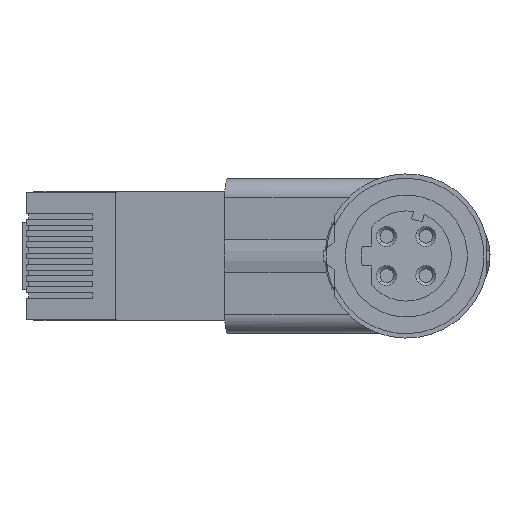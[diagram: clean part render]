
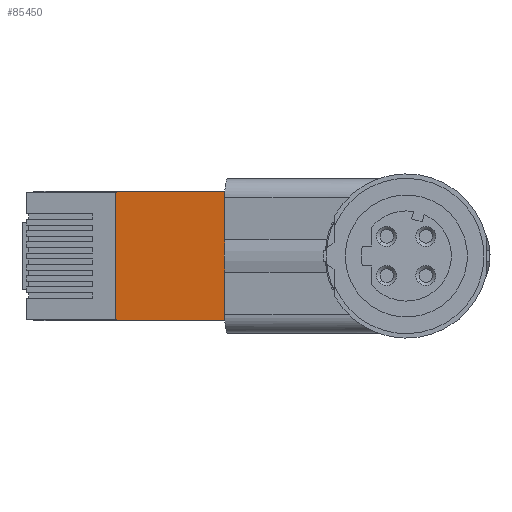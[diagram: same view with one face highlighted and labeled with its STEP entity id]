
A CAD part, left-side view. The second image highlights one B-rep face of the part: STEP entity #85450.
In plain terms, the highlighted planar face has unit normal (-0.99, 0.139, 0).
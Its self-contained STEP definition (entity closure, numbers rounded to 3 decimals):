
#63570=CARTESIAN_POINT('',(123.025,16.,
5.84));
#63580=VERTEX_POINT('',#63570);
#63750=CARTESIAN_POINT('',(123.025,16.,
-5.84));
#63760=VERTEX_POINT('',#63750);
#63790=CARTESIAN_POINT('',(123.025,16.,
6.44));
#63800=DIRECTION('',(0.,0.,-1.));
#63810=VECTOR('',#63800,1.);
#63820=LINE('',#63790,#63810);
#63830=EDGE_CURVE('',#63580,#63760,#63820,.T.);
#68650=CARTESIAN_POINT('',(124.456,26.183,
-5.74));
#68660=VERTEX_POINT('',#68650);
#69200=CARTESIAN_POINT('',(124.456,26.183,
5.74));
#69210=VERTEX_POINT('',#69200);
#69240=CARTESIAN_POINT('',(124.456,26.183,
5.85));
#69250=DIRECTION('',(0.,0.,
-1.));
#69260=VECTOR('',#69250,1.);
#69270=LINE('',#69240,#69260);
#69280=EDGE_CURVE('',#69210,#68660,#69270,.T.);
#83890=CARTESIAN_POINT('',(124.456,26.183,
-5.84));
#83900=VERTEX_POINT('',#83890);
#83930=CARTESIAN_POINT('',(101.332,-138.35,
-5.84));
#83940=DIRECTION('',(0.139,0.99,
0.));
#83950=VECTOR('',#83940,1.);
#83960=LINE('',#83930,#83950);
#83970=EDGE_CURVE('',#63760,#83900,#83960,.T.);
#84630=CARTESIAN_POINT('',(124.456,26.183,
5.85));
#84640=DIRECTION('',(0.,0.,
1.));
#84650=VECTOR('',#84640,1.);
#84660=LINE('',#84630,#84650);
#84670=EDGE_CURVE('',#83900,#68660,#84660,.T.);
#84880=CARTESIAN_POINT('',(101.332,-138.35,
5.84));
#84890=DIRECTION('',(-0.139,-0.99,
0.));
#84900=VECTOR('',#84890,1.);
#84910=LINE('',#84880,#84900);
#84920=CARTESIAN_POINT('',(124.456,26.183,
5.84));
#84930=VERTEX_POINT('',#84920);
#84940=EDGE_CURVE('',#84930,#63580,#84910,.T.);
#85310=CARTESIAN_POINT('',(124.373,25.592,
5.85));
#85320=DIRECTION('',(0.99,-0.139,
0.));
#85330=DIRECTION('',(-0.139,-0.99,
0.));
#85340=AXIS2_PLACEMENT_3D('',#85310,#85320,#85330);
#85350=PLANE('',#85340);
#85360=ORIENTED_EDGE('',*,*,#84940,.F.);
#85370=ORIENTED_EDGE('',*,*,#63830,.F.);
#85380=ORIENTED_EDGE('',*,*,#83970,.F.);
#85390=ORIENTED_EDGE('',*,*,#84670,.F.);
#85400=ORIENTED_EDGE('',*,*,#69280,.T.);
#85410=EDGE_CURVE('',#69210,#84930,#84660,.T.);
#85420=ORIENTED_EDGE('',*,*,#85410,.F.);
#85430=EDGE_LOOP('',(#85420,#85400,#85390,#85380,#85370,#85360));
#85440=FACE_OUTER_BOUND('',#85430,.T.);
#85450=ADVANCED_FACE('',(#85440),#85350,.F.);
